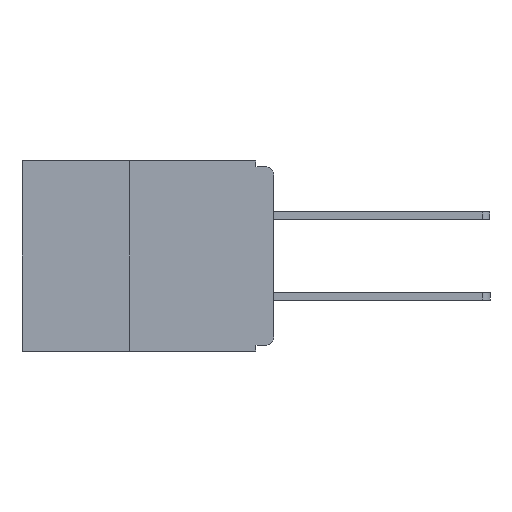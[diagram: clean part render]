
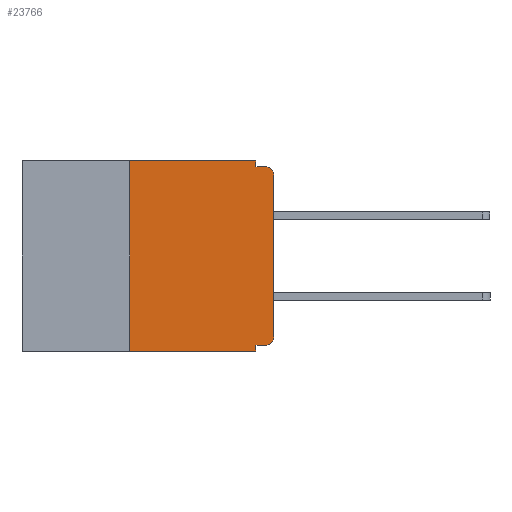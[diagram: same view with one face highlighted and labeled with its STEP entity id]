
A CAD part, left-side view. The second image highlights one B-rep face of the part: STEP entity #23766.
In plain terms, the highlighted planar face has unit normal (-1, 0, 0).
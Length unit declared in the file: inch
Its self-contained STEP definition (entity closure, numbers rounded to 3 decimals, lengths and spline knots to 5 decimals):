
#111 = EDGE_CURVE ( 'NONE', #6977, #9474, #20287, .T. ) ;
#247 = CARTESIAN_POINT ( 'NONE',  ( 0., 0.015, -0.32 ) ) ;
#378 = VECTOR ( 'NONE', #20626, 39.37008 ) ;
#653 = LINE ( 'NONE', #26553, #11267 ) ;
#936 = ORIENTED_EDGE ( 'NONE', *, *, #2437, .F. ) ;
#1312 = ORIENTED_EDGE ( 'NONE', *, *, #18544, .F. ) ;
#1316 = EDGE_CURVE ( 'NONE', #4647, #6622, #7402, .T. ) ;
#1345 = CARTESIAN_POINT ( 'NONE',  ( 0., 0.031, -0.32 ) ) ;
#1760 = DIRECTION ( 'NONE',  ( 0., 0., -1. ) ) ;
#1829 = FACE_OUTER_BOUND ( 'NONE', #17234, .T. ) ;
#2437 = EDGE_CURVE ( 'NONE', #21202, #6687, #653, .T. ) ;
#2696 = LINE ( 'NONE', #21602, #13294 ) ;
#3853 = PLANE ( 'NONE',  #9294 ) ;
#4106 = LINE ( 'NONE', #10621, #25781 ) ;
#4197 = EDGE_CURVE ( 'NONE', #4647, #4804, #4106, .T. ) ;
#4228 = EDGE_CURVE ( 'NONE', #4804, #25810, #4776, .T. ) ;
#4647 = VERTEX_POINT ( 'NONE', #26809 ) ;
#4776 = LINE ( 'NONE', #8898, #14703 ) ;
#4804 = VERTEX_POINT ( 'NONE', #19377 ) ;
#5618 = EDGE_CURVE ( 'NONE', #25810, #21202, #2696, .T. ) ;
#5655 = CARTESIAN_POINT ( 'NONE',  ( 0., 0.015, -0.01 ) ) ;
#5804 = DIRECTION ( 'NONE',  ( 0., 0., -1. ) ) ;
#5862 = DIRECTION ( 'NONE',  ( -1., 0., 0. ) ) ;
#6262 = LINE ( 'NONE', #13385, #22392 ) ;
#6329 = CARTESIAN_POINT ( 'NONE',  ( 0., 0.031, -0.33 ) ) ;
#6622 = VERTEX_POINT ( 'NONE', #6329 ) ;
#6687 = VERTEX_POINT ( 'NONE', #5655 ) ;
#6977 = VERTEX_POINT ( 'NONE', #247 ) ;
#7402 = LINE ( 'NONE', #18324, #378 ) ;
#8303 = VECTOR ( 'NONE', #22303, 39.37008 ) ;
#8676 = EDGE_CURVE ( 'NONE', #8873, #6687, #11186, .T. ) ;
#8767 = ORIENTED_EDGE ( 'NONE', *, *, #5618, .F. ) ;
#8843 = ORIENTED_EDGE ( 'NONE', *, *, #4197, .F. ) ;
#8873 = VERTEX_POINT ( 'NONE', #17347 ) ;
#8898 = CARTESIAN_POINT ( 'NONE',  ( 0., 0.437, 0. ) ) ;
#9294 = AXIS2_PLACEMENT_3D ( 'NONE', #24869, #14489, #1760 ) ;
#9474 = VERTEX_POINT ( 'NONE', #24725 ) ;
#10099 = DIRECTION ( 'NONE',  ( 0., -1., 0. ) ) ;
#10621 = CARTESIAN_POINT ( 'NONE',  ( 0., 0.25, -0.33 ) ) ;
#10898 = DIRECTION ( 'NONE',  ( 0., 0., 1. ) ) ;
#10970 = CARTESIAN_POINT ( 'NONE',  ( 0., 0.031, 0. ) ) ;
#10995 = VECTOR ( 'NONE', #13525, 39.37008 ) ;
#11083 = ORIENTED_EDGE ( 'NONE', *, *, #1316, .T. ) ;
#11186 = CIRCLE ( 'NONE', #27192, 0.015 ) ;
#11267 = VECTOR ( 'NONE', #26324, 39.37008 ) ;
#11284 = VERTEX_POINT ( 'NONE', #1345 ) ;
#11390 = CARTESIAN_POINT ( 'NONE',  ( 0., 0.031, -0.33 ) ) ;
#11950 = ORIENTED_EDGE ( 'NONE', *, *, #111, .T. ) ;
#13294 = VECTOR ( 'NONE', #21418, 39.37008 ) ;
#13385 = CARTESIAN_POINT ( 'NONE',  ( 0., 0., -0.32 ) ) ;
#13525 = DIRECTION ( 'NONE',  ( 0., 0., -1. ) ) ;
#13912 = LINE ( 'NONE', #15989, #8303 ) ;
#14489 = DIRECTION ( 'NONE',  ( 1., 0., 0. ) ) ;
#14703 = VECTOR ( 'NONE', #10099, 39.37008 ) ;
#15840 = CARTESIAN_POINT ( 'NONE',  ( 0., 0.031, -0.01 ) ) ;
#15989 = CARTESIAN_POINT ( 'NONE',  ( 0., 0., 0. ) ) ;
#16161 = ORIENTED_EDGE ( 'NONE', *, *, #18040, .T. ) ;
#17018 = ORIENTED_EDGE ( 'NONE', *, *, #27203, .F. ) ;
#17234 = EDGE_LOOP ( 'NONE', ( #16161, #26543, #936, #8767, #19534, #8843, #11083, #17018, #1312, #11950 ) ) ;
#17347 = CARTESIAN_POINT ( 'NONE',  ( 0., 0., -0.025 ) ) ;
#18040 = EDGE_CURVE ( 'NONE', #9474, #8873, #13912, .T. ) ;
#18278 = DIRECTION ( 'NONE',  ( 0., 0., -1. ) ) ;
#18324 = CARTESIAN_POINT ( 'NONE',  ( 0., 0.437, -0.33 ) ) ;
#18544 = EDGE_CURVE ( 'NONE', #6977, #11284, #6262, .T. ) ;
#19377 = CARTESIAN_POINT ( 'NONE',  ( 0., 0.25, 0. ) ) ;
#19534 = ORIENTED_EDGE ( 'NONE', *, *, #4228, .F. ) ;
#19725 = DIRECTION ( 'NONE',  ( 0., 1., 0. ) ) ;
#20287 = CIRCLE ( 'NONE', #23976, 0.015 ) ;
#20626 = DIRECTION ( 'NONE',  ( 0., -1., 0. ) ) ;
#21202 = VERTEX_POINT ( 'NONE', #15840 ) ;
#21418 = DIRECTION ( 'NONE',  ( 0., 0., -1. ) ) ;
#21602 = CARTESIAN_POINT ( 'NONE',  ( 0., 0.031, 0. ) ) ;
#22047 = CARTESIAN_POINT ( 'NONE',  ( 0., 0.015, -0.025 ) ) ;
#22303 = DIRECTION ( 'NONE',  ( 0., 0., 1. ) ) ;
#22392 = VECTOR ( 'NONE', #19725, 39.37008 ) ;
#23766 = ADVANCED_FACE ( 'NONE', ( #1829 ), #3853, .F. ) ;
#23976 = AXIS2_PLACEMENT_3D ( 'NONE', #26514, #5862, #5804 ) ;
#24725 = CARTESIAN_POINT ( 'NONE',  ( 0., 0., -0.305 ) ) ;
#24869 = CARTESIAN_POINT ( 'NONE',  ( 0., 0.437, 0. ) ) ;
#25781 = VECTOR ( 'NONE', #10898, 39.37008 ) ;
#25810 = VERTEX_POINT ( 'NONE', #10970 ) ;
#26324 = DIRECTION ( 'NONE',  ( 0., -1., 0. ) ) ;
#26514 = CARTESIAN_POINT ( 'NONE',  ( 0., 0.015, -0.305 ) ) ;
#26543 = ORIENTED_EDGE ( 'NONE', *, *, #8676, .T. ) ;
#26553 = CARTESIAN_POINT ( 'NONE',  ( 0., 0., -0.01 ) ) ;
#26639 = DIRECTION ( 'NONE',  ( -1., 0., 0. ) ) ;
#26809 = CARTESIAN_POINT ( 'NONE',  ( 0., 0.25, -0.33 ) ) ;
#26986 = LINE ( 'NONE', #11390, #10995 ) ;
#27192 = AXIS2_PLACEMENT_3D ( 'NONE', #22047, #26639, #18278 ) ;
#27203 = EDGE_CURVE ( 'NONE', #11284, #6622, #26986, .T. ) ;
